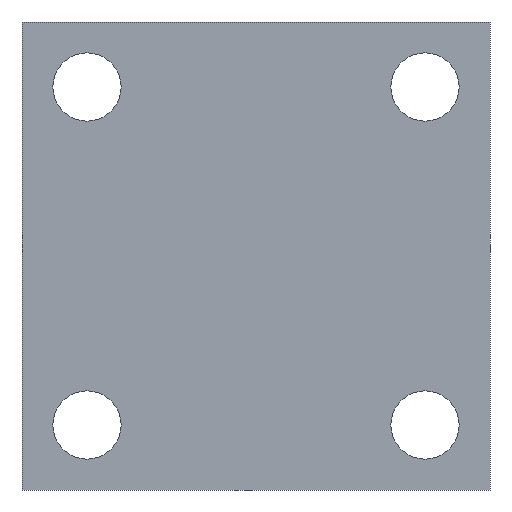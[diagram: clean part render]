
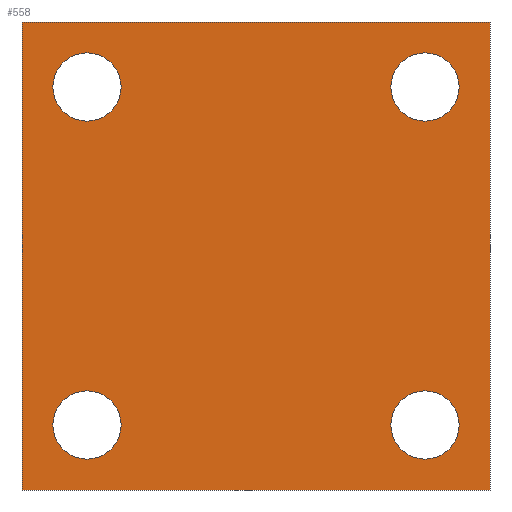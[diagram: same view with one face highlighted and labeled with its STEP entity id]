
A CAD part, left-side view. The second image highlights one B-rep face of the part: STEP entity #558.
In plain terms, the highlighted planar face has unit normal (-1, 0, 0).
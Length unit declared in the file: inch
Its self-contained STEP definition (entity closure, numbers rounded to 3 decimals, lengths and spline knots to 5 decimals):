
#46=CARTESIAN_POINT('',(0.,1.625,-1.625));
#47=DIRECTION('',(-1.,0.,0.));
#48=DIRECTION('',(0.,0.,-1.));
#49=AXIS2_PLACEMENT_3D('',#46,#47,#48);
#55=CARTESIAN_POINT('',(0.,1.625,-1.625));
#56=DIRECTION('',(-1.,0.,0.));
#57=DIRECTION('',(0.,0.,1.));
#58=AXIS2_PLACEMENT_3D('',#55,#56,#57);
#63=CARTESIAN_POINT('',(0.,1.625,1.625));
#64=DIRECTION('',(-1.,0.,0.));
#65=DIRECTION('',(0.,0.,-1.));
#66=AXIS2_PLACEMENT_3D('',#63,#64,#65);
#71=CARTESIAN_POINT('',(0.,1.625,1.625));
#72=DIRECTION('',(-1.,0.,0.));
#73=DIRECTION('',(0.,0.,1.));
#74=AXIS2_PLACEMENT_3D('',#71,#72,#73);
#79=CARTESIAN_POINT('',(0.,-1.625,1.625));
#80=DIRECTION('',(-1.,0.,0.));
#81=DIRECTION('',(0.,0.,-1.));
#82=AXIS2_PLACEMENT_3D('',#79,#80,#81);
#87=CARTESIAN_POINT('',(0.,-1.625,1.625));
#88=DIRECTION('',(-1.,0.,0.));
#89=DIRECTION('',(0.,0.,1.));
#90=AXIS2_PLACEMENT_3D('',#87,#88,#89);
#95=CARTESIAN_POINT('',(0.,-1.625,-1.625));
#96=DIRECTION('',(-1.,0.,0.));
#97=DIRECTION('',(0.,0.,-1.));
#98=AXIS2_PLACEMENT_3D('',#95,#96,#97);
#103=CARTESIAN_POINT('',(0.,-1.625,-1.625));
#104=DIRECTION('',(-1.,0.,0.));
#105=DIRECTION('',(0.,0.,1.));
#106=AXIS2_PLACEMENT_3D('',#103,#104,#105);
#111=DIRECTION('',(0.,-1.,0.));
#112=VECTOR('',#111,4.5);
#113=CARTESIAN_POINT('',(0.,2.25,2.25));
#114=LINE('',#113,#112);
#118=DIRECTION('',(0.,0.,-1.));
#119=VECTOR('',#118,4.5);
#120=CARTESIAN_POINT('',(0.,-2.25,2.25));
#121=LINE('',#120,#119);
#125=DIRECTION('',(0.,1.,0.));
#126=VECTOR('',#125,4.5);
#127=CARTESIAN_POINT('',(0.,-2.25,-2.25));
#128=LINE('',#127,#126);
#132=DIRECTION('',(0.,0.,1.));
#133=VECTOR('',#132,4.5);
#134=CARTESIAN_POINT('',(0.,2.25,-2.25));
#135=LINE('',#134,#133);
#447=CARTESIAN_POINT('',(0.,1.625,-1.95313));
#448=CARTESIAN_POINT('',(0.,1.625,-1.29688));
#449=VERTEX_POINT('',#447);
#450=VERTEX_POINT('',#448);
#451=CARTESIAN_POINT('',(0.,1.625,1.29688));
#452=CARTESIAN_POINT('',(0.,1.625,1.95313));
#453=VERTEX_POINT('',#451);
#454=VERTEX_POINT('',#452);
#455=CARTESIAN_POINT('',(0.,-1.625,1.29688));
#456=CARTESIAN_POINT('',(0.,-1.625,1.95313));
#457=VERTEX_POINT('',#455);
#458=VERTEX_POINT('',#456);
#459=CARTESIAN_POINT('',(0.,-1.625,-1.95313));
#460=CARTESIAN_POINT('',(0.,-1.625,-1.29688));
#461=VERTEX_POINT('',#459);
#462=VERTEX_POINT('',#460);
#463=CARTESIAN_POINT('',(0.,2.25,2.25));
#464=CARTESIAN_POINT('',(0.,-2.25,2.25));
#465=VERTEX_POINT('',#463);
#466=VERTEX_POINT('',#464);
#467=CARTESIAN_POINT('',(0.,-2.25,-2.25));
#468=VERTEX_POINT('',#467);
#469=CARTESIAN_POINT('',(0.,2.25,-2.25));
#470=VERTEX_POINT('',#469);
#519=CARTESIAN_POINT('',(0.,0.,0.));
#520=DIRECTION('',(1.,0.,0.));
#521=DIRECTION('',(0.,0.,-1.));
#522=AXIS2_PLACEMENT_3D('',#519,#520,#521);
#523=PLANE('',#522);
#525=ORIENTED_EDGE('',*,*,#524,.T.);
#527=ORIENTED_EDGE('',*,*,#526,.T.);
#529=ORIENTED_EDGE('',*,*,#528,.T.);
#531=ORIENTED_EDGE('',*,*,#530,.T.);
#532=EDGE_LOOP('',(#525,#527,#529,#531));
#533=FACE_OUTER_BOUND('',#532,.F.);
#535=ORIENTED_EDGE('',*,*,#534,.T.);
#537=ORIENTED_EDGE('',*,*,#536,.T.);
#538=EDGE_LOOP('',(#535,#537));
#539=FACE_BOUND('',#538,.F.);
#541=ORIENTED_EDGE('',*,*,#540,.T.);
#543=ORIENTED_EDGE('',*,*,#542,.T.);
#544=EDGE_LOOP('',(#541,#543));
#545=FACE_BOUND('',#544,.F.);
#547=ORIENTED_EDGE('',*,*,#546,.T.);
#549=ORIENTED_EDGE('',*,*,#548,.T.);
#550=EDGE_LOOP('',(#547,#549));
#551=FACE_BOUND('',#550,.F.);
#553=ORIENTED_EDGE('',*,*,#552,.T.);
#555=ORIENTED_EDGE('',*,*,#554,.T.);
#556=EDGE_LOOP('',(#553,#555));
#557=FACE_BOUND('',#556,.F.);
#558=ADVANCED_FACE('',(#533,#539,#545,#551,#557),#523,.F.);
#50=CIRCLE('',#49,0.32813);
#59=CIRCLE('',#58,0.32813);
#67=CIRCLE('',#66,0.32813);
#75=CIRCLE('',#74,0.32813);
#83=CIRCLE('',#82,0.32813);
#91=CIRCLE('',#90,0.32813);
#99=CIRCLE('',#98,0.32813);
#107=CIRCLE('',#106,0.32813);
#524=EDGE_CURVE('',#465,#466,#114,.T.);
#526=EDGE_CURVE('',#466,#468,#121,.T.);
#528=EDGE_CURVE('',#468,#470,#128,.T.);
#530=EDGE_CURVE('',#470,#465,#135,.T.);
#534=EDGE_CURVE('',#453,#454,#67,.T.);
#536=EDGE_CURVE('',#454,#453,#75,.T.);
#540=EDGE_CURVE('',#457,#458,#83,.T.);
#542=EDGE_CURVE('',#458,#457,#91,.T.);
#546=EDGE_CURVE('',#461,#462,#99,.T.);
#548=EDGE_CURVE('',#462,#461,#107,.T.);
#552=EDGE_CURVE('',#449,#450,#50,.T.);
#554=EDGE_CURVE('',#450,#449,#59,.T.);
